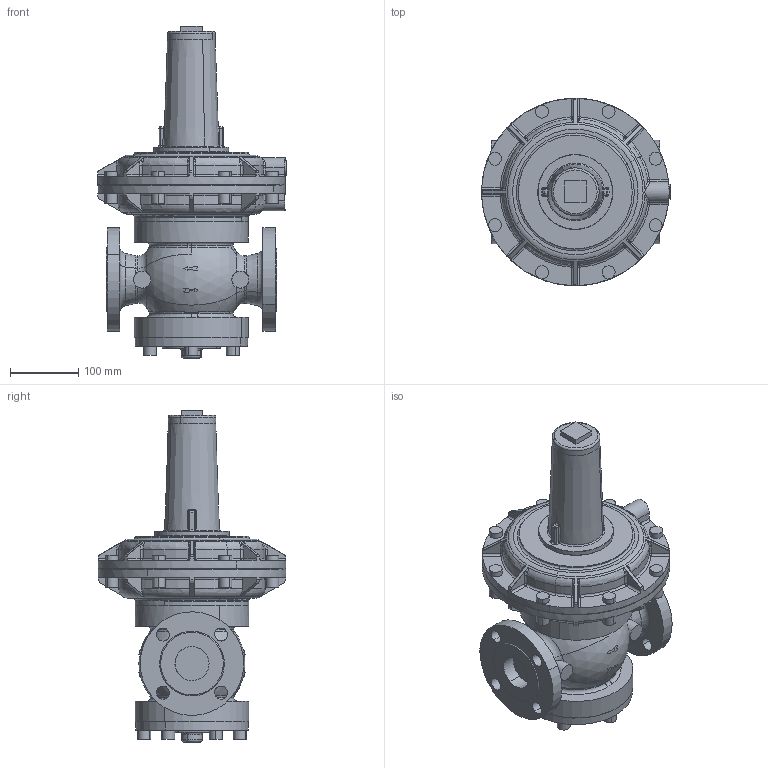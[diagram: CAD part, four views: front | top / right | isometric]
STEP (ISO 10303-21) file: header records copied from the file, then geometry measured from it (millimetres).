
FILE_DESCRIPTION(('CATIA V5 STEP Exchange'),'2;1');
FILE_NAME('R101 DN050 275 ANSI.stp','2023-05-11T07:35:10+00:00',('none'),('none'),'CATIA Version 5-6 Release 2018 SP2','CATIA V5 STEP AP203','none');
FILE_SCHEMA(('CONFIG_CONTROL_DESIGN'));
Length unit declared in the file: millimetre
Products named in the file (1): Product5
Assembly tree (2 placements, depth 2):
  Product5
    #57
    #28940
Bounding box: 277 x 274.99 x 487 mm (x, y, z)
Volume: 9230313.2 mm3; surface area: 489531.7 mm2
Topology: 3 solids, 15 shells, 808 faces, 2000 edges, 1196 vertices
Faces by surface type: cylinder 276, plane 183, torus 158, bspline 76, sphere 62, cone 53
Entity records: 30270 total; most frequent: CARTESIAN_POINT 14404, ORIENTED_EDGE 3856, DIRECTION 2112, EDGE_CURVE 1928, AXIS2_PLACEMENT_3D 1217, VERTEX_POINT 1196, EDGE_LOOP 874, CIRCLE 814
